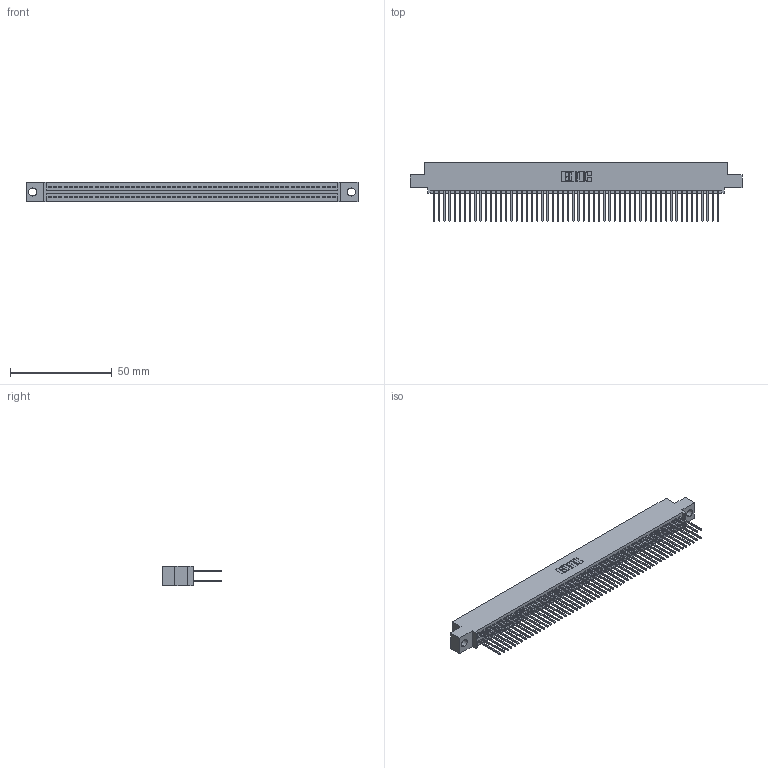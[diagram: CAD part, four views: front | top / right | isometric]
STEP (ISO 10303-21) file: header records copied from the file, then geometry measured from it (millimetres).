
FILE_DESCRIPTION (( 'STEP AP203' ), '1' );
FILE_NAME ('345-112-540-504.STEP', '2021-05-25T14:27:56', ( '' ), ( '' ), 'SwSTEP 2.0', 'SolidWorks 2020', '' );
FILE_SCHEMA (( 'CONFIG_CONTROL_DESIGN' ));
Length unit declared in the file: inch
Products named in the file (3): 345-112-540-504; 345-292-001_345-293-140; 345 Part_0.110 Offset - 0.156 Dia-TI
Assembly tree (113 placements, depth 2):
  345-112-540-504
    345 Part_0.110 Offset - 0.156 Dia-TI
    345-292-001_345-293-140  x112
Bounding box: 163.45 x 29.13 x 9.4 mm (x, y, z)
Volume: 16252.8 mm3; surface area: 26209.8 mm2
Topology: 113 solids, 113 shells, 5744 faces, 17077 edges, 11234 vertices
Faces by surface type: plane 3794, cylinder 1950
Entity records: 42623 total; most frequent: CARTESIAN_POINT 7138, ORIENTED_EDGE 7070, DIRECTION 6275, EDGE_CURVE 3535, VECTOR 3179, LINE 3179, VERTEX_POINT 2354, AXIS2_PLACEMENT_3D 1548
